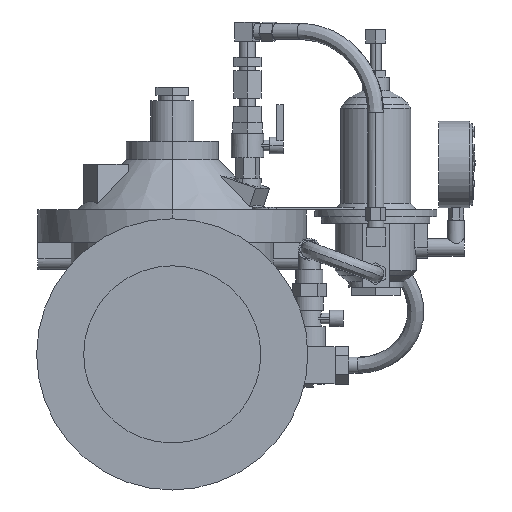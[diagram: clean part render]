
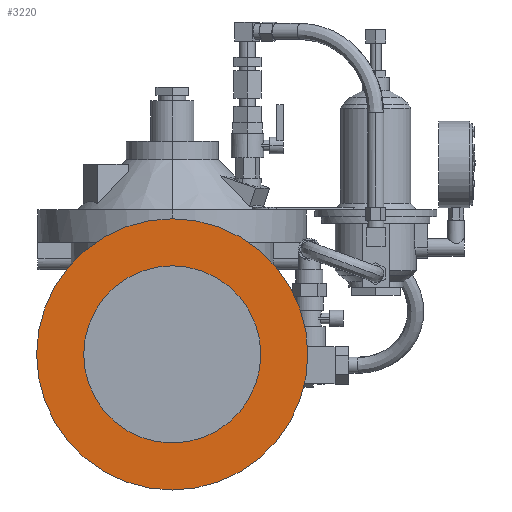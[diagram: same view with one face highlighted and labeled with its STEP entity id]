
A CAD part, left-side view. The second image highlights one B-rep face of the part: STEP entity #3220.
In plain terms, the highlighted planar face has unit normal (-1, 0, 0).
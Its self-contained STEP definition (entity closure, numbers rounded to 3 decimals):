
#3220=ADVANCED_FACE('',(#8941,#8942),#8943,.T.);
#3944=VERTEX_POINT('',#9748);
#4716=VERTEX_POINT('',#10595);
#5026=EDGE_CURVE('',#4716,#3944,#10942,.T.);
#5034=VERTEX_POINT('',#10950);
#5830=EDGE_CURVE('',#5034,#6758,#11835,.T.);
#6758=VERTEX_POINT('',#12868);
#7510=EDGE_CURVE('',#6758,#5034,#13720,.T.);
#8314=EDGE_CURVE('',#3944,#4716,#14619,.T.);
#8941=FACE_BOUND('',#15958,.T.);
#8942=FACE_OUTER_BOUND('',#15959,.T.);
#8943=PLANE('',#15960);
#9748=CARTESIAN_POINT('',(-153.0,0.0,-100.0));
#10595=CARTESIAN_POINT('',(-153.0,0.,100.0));
#10942=CIRCLE('',#20118,100.0);
#10950=CARTESIAN_POINT('',(-153.0,0.0,-65.3));
#11835=CIRCLE('',#22422,65.3);
#12868=CARTESIAN_POINT('',(-153.0,0.,65.3));
#13720=CIRCLE('',#27200,65.3);
#14619=CIRCLE('',#28571,100.0);
#15958=EDGE_LOOP('',(#29397,#29398));
#15959=EDGE_LOOP('',(#29399,#29400));
#15960=AXIS2_PLACEMENT_3D('',#29401,#29402,#29403);
#20118=AXIS2_PLACEMENT_3D('',#31680,#31681,#31682);
#22422=AXIS2_PLACEMENT_3D('',#32678,#32679,#32680);
#27200=AXIS2_PLACEMENT_3D('',#34852,#34853,#34854);
#28571=AXIS2_PLACEMENT_3D('',#35891,#35892,#35893);
#29397=ORIENTED_EDGE('',*,*,#5830,.T.);
#29398=ORIENTED_EDGE('',*,*,#7510,.T.);
#29399=ORIENTED_EDGE('',*,*,#8314,.T.);
#29400=ORIENTED_EDGE('',*,*,#5026,.T.);
#29401=CARTESIAN_POINT('',(-153.0,0.0,0.0));
#29402=DIRECTION('',(-1.0,0.0,0.0));
#29403=DIRECTION('',(0.0,0.0,1.0));
#31680=CARTESIAN_POINT('',(-153.0,0.0,0.0));
#31681=DIRECTION('',(-1.0,0.0,0.0));
#31682=DIRECTION('',(0.0,0.0,-1.0));
#32678=CARTESIAN_POINT('',(-153.0,0.0,0.0));
#32679=DIRECTION('',(1.0,0.0,0.0));
#32680=DIRECTION('',(0.0,0.0,-1.0));
#34852=CARTESIAN_POINT('',(-153.0,0.0,0.0));
#34853=DIRECTION('',(1.0,0.0,0.0));
#34854=DIRECTION('',(0.0,0.0,-1.0));
#35891=CARTESIAN_POINT('',(-153.0,0.0,0.0));
#35892=DIRECTION('',(-1.0,0.0,0.0));
#35893=DIRECTION('',(0.0,0.0,-1.0));
